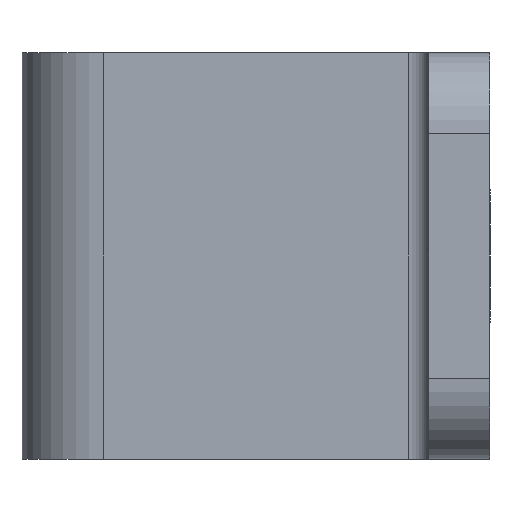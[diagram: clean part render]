
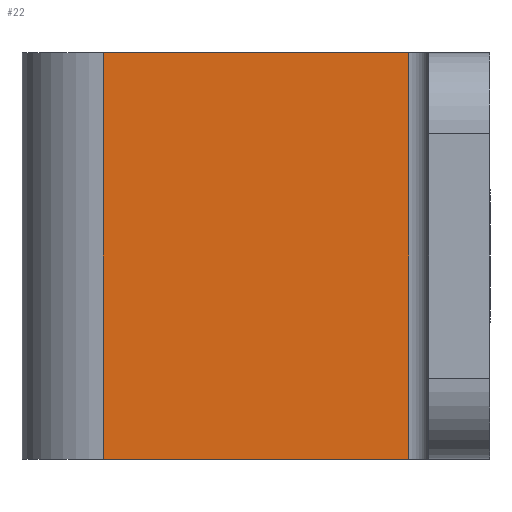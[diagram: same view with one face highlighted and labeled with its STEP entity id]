
A CAD part, left-side view. The second image highlights one B-rep face of the part: STEP entity #22.
In plain terms, the highlighted planar face has unit normal (-1, 0, 0).
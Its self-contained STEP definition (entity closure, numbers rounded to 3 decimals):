
#13 = ORIENTED_EDGE ( 'NONE', *, *, #812, .T. ) ;
#15 = CARTESIAN_POINT ( 'NONE',  ( -27., 8., -20. ) ) ;
#22 = ADVANCED_FACE ( 'NONE', ( #1009 ), #309, .F. ) ;
#71 = VERTEX_POINT ( 'NONE', #205 ) ;
#83 = EDGE_CURVE ( 'NONE', #163, #536, #915, .T. ) ;
#101 = CARTESIAN_POINT ( 'NONE',  ( -27., 38., 20. ) ) ;
#119 = CARTESIAN_POINT ( 'NONE',  ( -27., 8., 20. ) ) ;
#163 = VERTEX_POINT ( 'NONE', #1038 ) ;
#205 = CARTESIAN_POINT ( 'NONE',  ( -27., 38., 20. ) ) ;
#206 = VERTEX_POINT ( 'NONE', #244 ) ;
#218 = DIRECTION ( 'NONE',  ( 1., 0., 0. ) ) ;
#226 = CARTESIAN_POINT ( 'NONE',  ( -27., 8., -20. ) ) ;
#242 = AXIS2_PLACEMENT_3D ( 'NONE', #119, #218, #305 ) ;
#244 = CARTESIAN_POINT ( 'NONE',  ( -27., 38., -20. ) ) ;
#271 = LINE ( 'NONE', #1063, #999 ) ;
#305 = DIRECTION ( 'NONE',  ( 0., 0., -1. ) ) ;
#309 = PLANE ( 'NONE',  #242 ) ;
#312 = EDGE_CURVE ( 'NONE', #206, #536, #363, .T. ) ;
#363 = LINE ( 'NONE', #15, #413 ) ;
#413 = VECTOR ( 'NONE', #786, 1000. ) ;
#426 = ORIENTED_EDGE ( 'NONE', *, *, #312, .T. ) ;
#531 = ORIENTED_EDGE ( 'NONE', *, *, #830, .F. ) ;
#536 = VERTEX_POINT ( 'NONE', #226 ) ;
#619 = DIRECTION ( 'NONE',  ( 0., -1., 0. ) ) ;
#642 = CARTESIAN_POINT ( 'NONE',  ( -27., 8., 20. ) ) ;
#685 = EDGE_LOOP ( 'NONE', ( #426, #983, #531, #13 ) ) ;
#738 = VECTOR ( 'NONE', #994, 1000. ) ;
#786 = DIRECTION ( 'NONE',  ( 0., -1., 0. ) ) ;
#812 = EDGE_CURVE ( 'NONE', #71, #206, #1054, .T. ) ;
#830 = EDGE_CURVE ( 'NONE', #71, #163, #271, .T. ) ;
#915 = LINE ( 'NONE', #642, #738 ) ;
#963 = VECTOR ( 'NONE', #1050, 1000. ) ;
#983 = ORIENTED_EDGE ( 'NONE', *, *, #83, .F. ) ;
#994 = DIRECTION ( 'NONE',  ( 0., 0., -1. ) ) ;
#999 = VECTOR ( 'NONE', #619, 1000. ) ;
#1009 = FACE_OUTER_BOUND ( 'NONE', #685, .T. ) ;
#1038 = CARTESIAN_POINT ( 'NONE',  ( -27., 8., 20. ) ) ;
#1050 = DIRECTION ( 'NONE',  ( 0., 0., -1. ) ) ;
#1054 = LINE ( 'NONE', #101, #963 ) ;
#1063 = CARTESIAN_POINT ( 'NONE',  ( -27., 8., 20. ) ) ;
